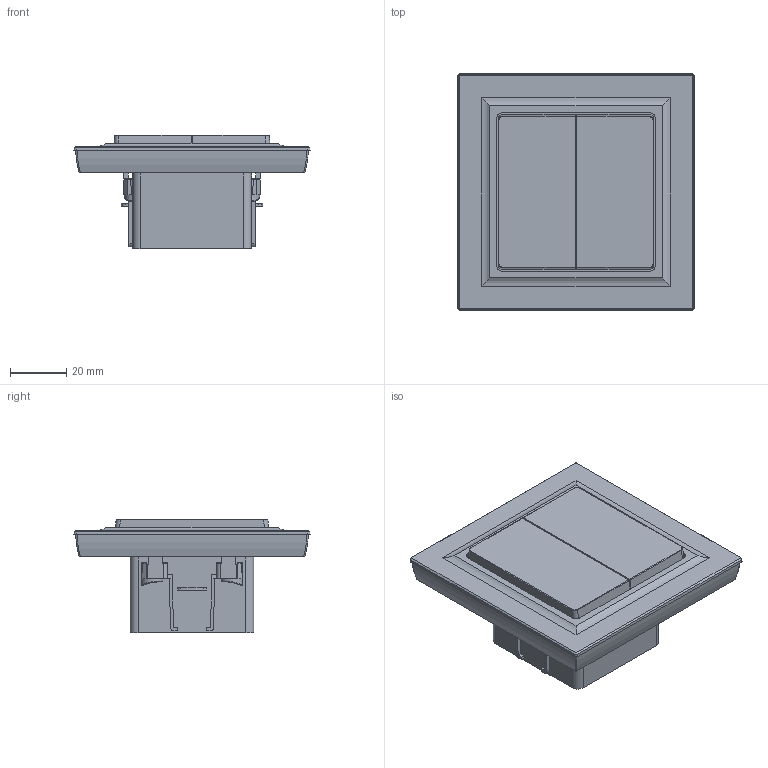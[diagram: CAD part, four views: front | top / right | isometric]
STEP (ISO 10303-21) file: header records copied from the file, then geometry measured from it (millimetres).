
FILE_DESCRIPTION (( 'STEP AP214' ), '1' );
FILE_NAME ('BRITE 蔓觌. 2-觌..STEP', '2025-03-31T08:12:26', ( '' ), ( '' ), 'SwSTEP 2.0', 'SolidWorks 2022', '' );
FILE_SCHEMA (( 'AUTOMOTIVE_DESIGN' ));
Length unit declared in the file: millimetre
Products named in the file (1): BRITE Выключ. 2-кл.
Bounding box: 84.1 x 84.1 x 40.44 mm (x, y, z)
Volume: 127526.9 mm3; surface area: 24805.1 mm2
Topology: 1 solids, 2 shells, 588 faces, 1602 edges, 1036 vertices
Faces by surface type: plane 332, cylinder 200, bspline 24, cone 20, torus 8, sphere 4
Entity records: 19708 total; most frequent: CARTESIAN_POINT 4997, ORIENTED_EDGE 3196, DIRECTION 2916, EDGE_CURVE 1598, LINE 1050, VECTOR 1050, VERTEX_POINT 1036, AXIS2_PLACEMENT_3D 933
